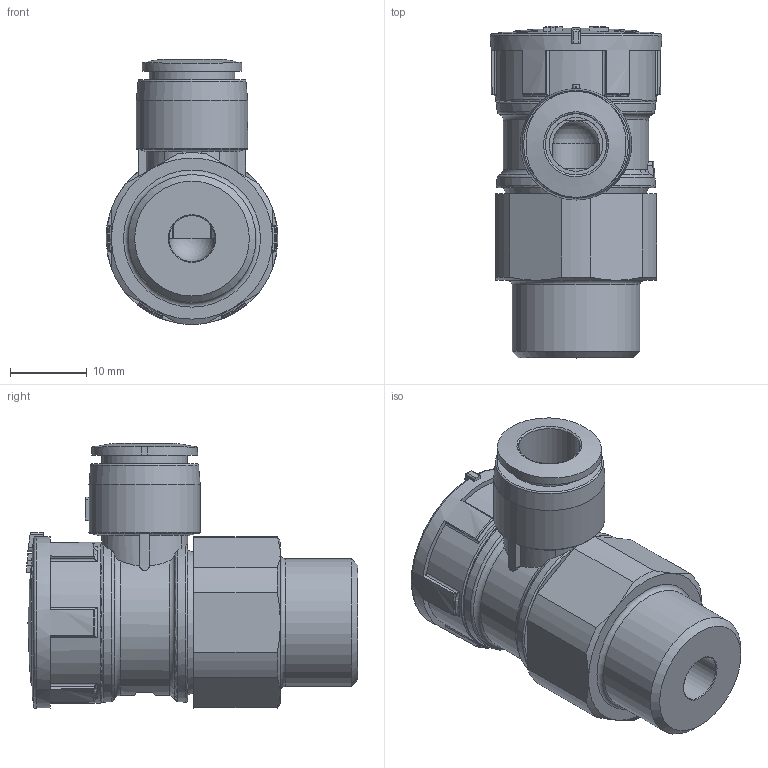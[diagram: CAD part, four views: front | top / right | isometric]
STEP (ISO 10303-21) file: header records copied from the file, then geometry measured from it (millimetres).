
FILE_DESCRIPTION(/* description */ ('STEP AP214'),/* implementation_level */ '2;1');
FILE_NAME(/* name */ '8157634_VFOE-LE-T-R38-Q8-F1A',/* time_stamp */ '2024-09-16T12:20:42+02:00',/* author */ ('License CC BY-ND 4.0'),/* organization */ ('CADENAS'),/* preprocessor_version */ 'ST-DEVELOPER v19.3',/* originating_system */ 'PARTsolutions',/* authorisation */ ' ');
FILE_SCHEMA (('AUTOMOTIVE_DESIGN {1 0 10303 214 3 1 1}'));
Length unit declared in the file: millimetre
Products named in the file (2): 8157634 VFOE-LE-T-R38-Q8-F1A---(high); 8068740 VFOE-LE-T-R38-Q8---(highp)
Assembly tree (1 placements, depth 2):
  8157634 VFOE-LE-T-R38-Q8-F1A---(high)
    8068740 VFOE-LE-T-R38-Q8---(highp)
Bounding box: 22.4 x 43.24 x 34.54 mm (x, y, z)
Volume: 13539.3 mm3; surface area: 5520.1 mm2
Topology: 1 solids, 1 shells, 227 faces, 625 edges, 409 vertices
Faces by surface type: plane 115, cylinder 65, torus 29, cone 12, sphere 6
Full cylindrical faces by diameter (mm): 6 x1, 7 x1, 8 x1, 11.15 x1, 14.5 x1, 16.662 x1, 21 x1
Entity records: 8861 total; most frequent: CARTESIAN_POINT 1693, ORIENTED_EDGE 1182, DIRECTION 1124, EDGE_CURVE 591, AXIS2_PLACEMENT_3D 448, VERTEX_POINT 397, EDGE_LOOP 260, FACE_BOUND 260
